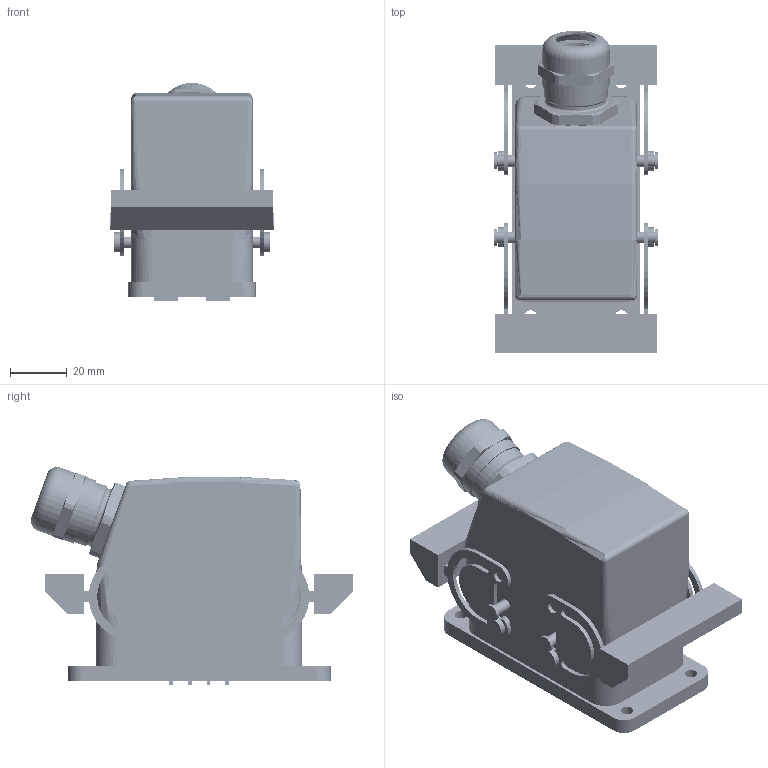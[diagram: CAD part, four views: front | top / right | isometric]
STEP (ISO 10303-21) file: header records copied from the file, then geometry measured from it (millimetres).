
FILE_DESCRIPTION(('CATIA V5 STEP Exchange','CAx-IF Rec.Pracs.--- Model Styling and Organization---1.4--- 2014-01-23'),'2;1');
FILE_NAME ('003844-2_2', '2019-10-29T14:31:27+00:00', ('none'), ('Weidmueller'), 'CATIA Version 5-6 Release 2016 SP3 HF44', 'CATIA V5 STEP AP214', 'none');
FILE_SCHEMA(('AUTOMOTIVE_DESIGN { 1 0 10303 214 1 1 1 1 }'));
Length unit declared in the file: millimetre
Products named in the file (1): 1027670000
Bounding box: 58 x 113.97 x 77.09 mm (x, y, z)
Volume: 145329.4 mm3; surface area: 124314.9 mm2
Topology: 1 solids, 25 shells, 7444 faces, 22171 edges, 14580 vertices
Faces by surface type: plane 4818, cylinder 1744, cone 492, torus 220, sphere 76, bspline 66, extrusion 20, revolution 8
Entity records: 252088 total; most frequent: CARTESIAN_POINT 66043, ORIENTED_EDGE 44106, DIRECTION 29801, EDGE_CURVE 22053, VECTOR 15351, LINE 15331, VERTEX_POINT 14578, AXIS2_PLACEMENT_3D 9242
